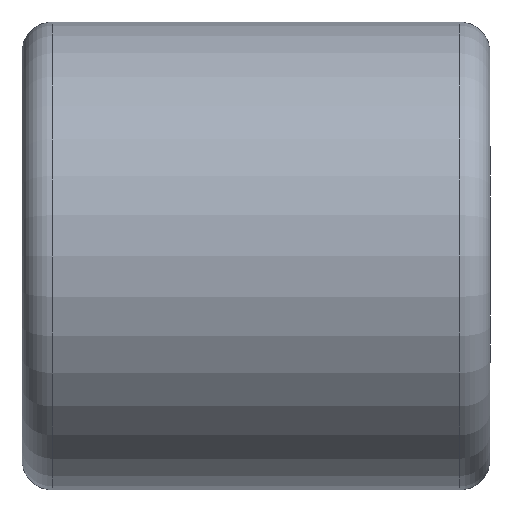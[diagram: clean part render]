
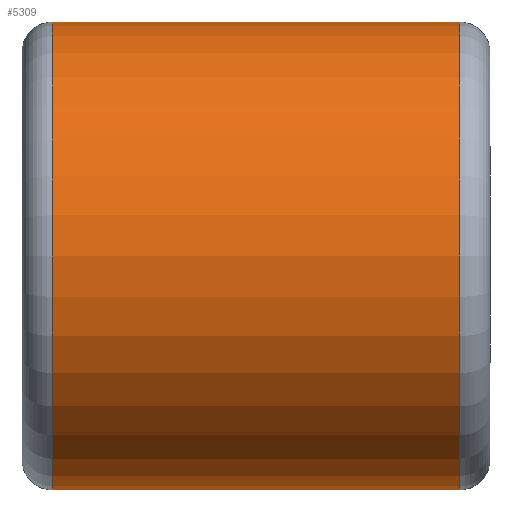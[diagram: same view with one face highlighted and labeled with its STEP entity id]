
A CAD part, front view. The second image highlights one B-rep face of the part: STEP entity #5309.
In plain terms, the highlighted cylindrical face has radius 42.5 mm (diameter 85 mm), a partial arc.
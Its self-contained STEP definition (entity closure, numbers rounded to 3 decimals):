
#56 = VERTEX_POINT ( 'NONE', #2198 ) ;
#119 = VERTEX_POINT ( 'NONE', #3688 ) ;
#396 = DIRECTION ( 'NONE',  ( -1., 0., 0. ) ) ;
#647 = CARTESIAN_POINT ( 'NONE',  ( -57.637, 0., 224.042 ) ) ;
#1132 = LINE ( 'NONE', #647, #4006 ) ;
#1335 = ORIENTED_EDGE ( 'NONE', *, *, #5136, .T. ) ;
#1337 = ORIENTED_EDGE ( 'NONE', *, *, #3615, .T. ) ;
#1401 = VECTOR ( 'NONE', #396, 1000. ) ;
#1447 = CARTESIAN_POINT ( 'NONE',  ( 37., 0., 224.042 ) ) ;
#1684 = DIRECTION ( 'NONE',  ( -1., 0., 0. ) ) ;
#1796 = CIRCLE ( 'NONE', #2624, 42.5 ) ;
#1811 = CARTESIAN_POINT ( 'NONE',  ( -57.637, 0., 139.042 ) ) ;
#2198 = CARTESIAN_POINT ( 'NONE',  ( -37., 0., 224.042 ) ) ;
#2616 = DIRECTION ( 'NONE',  ( -1., 0., 0. ) ) ;
#2624 = AXIS2_PLACEMENT_3D ( 'NONE', #5676, #4142, #4692 ) ;
#2972 = EDGE_CURVE ( 'NONE', #56, #119, #3300, .T. ) ;
#3032 = DIRECTION ( 'NONE',  ( 1., 0., 0. ) ) ;
#3142 = DIRECTION ( 'NONE',  ( 0., 0., 1. ) ) ;
#3199 = AXIS2_PLACEMENT_3D ( 'NONE', #3519, #3032, #3448 ) ;
#3300 = CIRCLE ( 'NONE', #3199, 42.5 ) ;
#3411 = VERTEX_POINT ( 'NONE', #1447 ) ;
#3448 = DIRECTION ( 'NONE',  ( 0., 0., -1. ) ) ;
#3519 = CARTESIAN_POINT ( 'NONE',  ( -37., 0., 181.542 ) ) ;
#3567 = FACE_OUTER_BOUND ( 'NONE', #4427, .T. ) ;
#3603 = CYLINDRICAL_SURFACE ( 'NONE', #4840, 42.5 ) ;
#3615 = EDGE_CURVE ( 'NONE', #6118, #3411, #1796, .T. ) ;
#3688 = CARTESIAN_POINT ( 'NONE',  ( -37., 0., 139.042 ) ) ;
#4006 = VECTOR ( 'NONE', #2616, 1000. ) ;
#4083 = ORIENTED_EDGE ( 'NONE', *, *, #5489, .F. ) ;
#4142 = DIRECTION ( 'NONE',  ( -1., 0., 0. ) ) ;
#4427 = EDGE_LOOP ( 'NONE', ( #4083, #1337, #1335, #6179 ) ) ;
#4692 = DIRECTION ( 'NONE',  ( 0., 0., 1. ) ) ;
#4833 = LINE ( 'NONE', #1811, #1401 ) ;
#4840 = AXIS2_PLACEMENT_3D ( 'NONE', #6040, #1684, #3142 ) ;
#5136 = EDGE_CURVE ( 'NONE', #3411, #56, #1132, .T. ) ;
#5309 = ADVANCED_FACE ( 'NONE', ( #3567 ), #3603, .T. ) ;
#5489 = EDGE_CURVE ( 'NONE', #6118, #119, #4833, .T. ) ;
#5676 = CARTESIAN_POINT ( 'NONE',  ( 37., 0., 181.542 ) ) ;
#6040 = CARTESIAN_POINT ( 'NONE',  ( -57.637, 0., 181.542 ) ) ;
#6101 = CARTESIAN_POINT ( 'NONE',  ( 37., 0., 139.042 ) ) ;
#6118 = VERTEX_POINT ( 'NONE', #6101 ) ;
#6179 = ORIENTED_EDGE ( 'NONE', *, *, #2972, .T. ) ;
